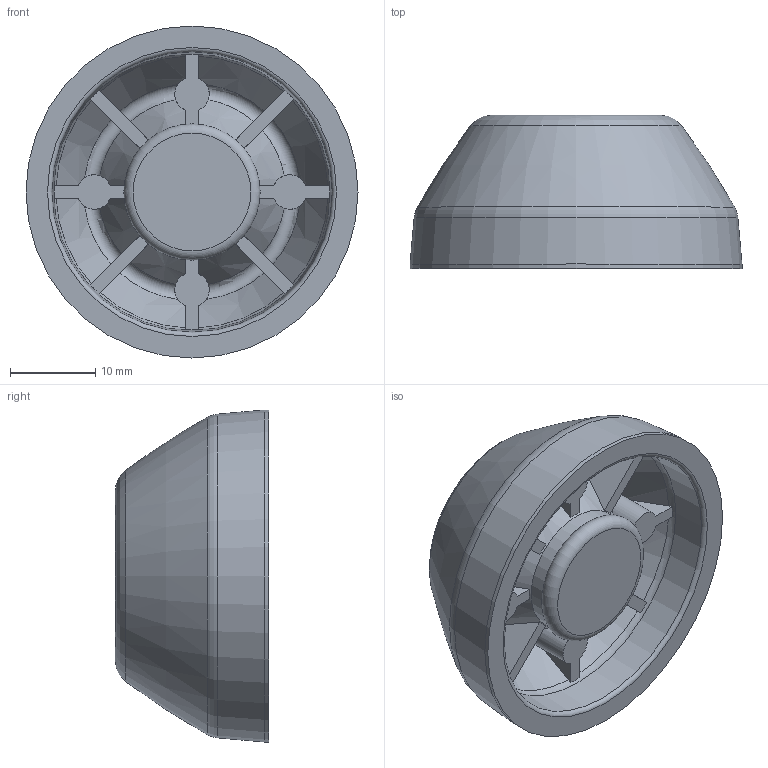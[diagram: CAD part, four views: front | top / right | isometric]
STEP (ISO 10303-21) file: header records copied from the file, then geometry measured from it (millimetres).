
FILE_DESCRIPTION(/* description */ ('STEP AP214'),/* implementation_level */ '2;1');
FILE_NAME(/* name */ '1025834.stp',/* time_stamp */ '2024-06-13T10:36:36+02:00',/* author */ ('Bo'),/* organization */ ('CADENAS'),/* preprocessor_version */ 'ST-DEVELOPER v20',/* originating_system */ 'Autodesk Inventor 2025',/* authorisation */ ' ');
FILE_SCHEMA (('AUTOMOTIVE_DESIGN { 1 0 10303 214 3 1 1 }'));
Length unit declared in the file: millimetre
Products named in the file (1): 1025834
Bounding box: 39 x 18 x 39 mm (x, y, z)
Volume: 9627.7 mm3; surface area: 5724.4 mm2
Topology: 1 solids, 1 shells, 73 faces, 202 edges, 132 vertices
Faces by surface type: plane 35, torus 14, cone 12, cylinder 10, bspline 1, sphere 1
Full cylindrical faces by diameter (mm): 15 x1, 39 x1
Entity records: 2664 total; most frequent: CARTESIAN_POINT 817, ORIENTED_EDGE 402, DIRECTION 374, EDGE_CURVE 201, AXIS2_PLACEMENT_3D 164, VERTEX_POINT 132, CIRCLE 91, EDGE_LOOP 75
